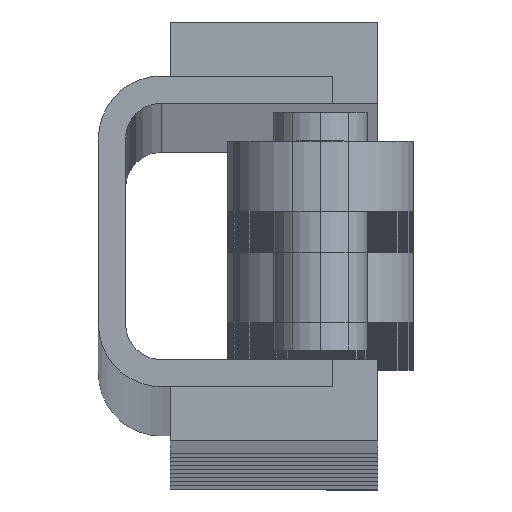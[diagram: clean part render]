
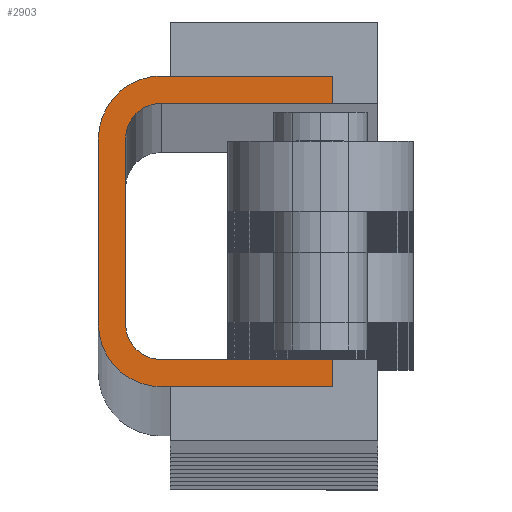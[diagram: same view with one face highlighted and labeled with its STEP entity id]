
A CAD part, top view. The second image highlights one B-rep face of the part: STEP entity #2903.
In plain terms, the highlighted planar face has unit normal (0, 0, 1).
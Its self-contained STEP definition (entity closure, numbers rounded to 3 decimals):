
#13 = DIRECTION ( 'NONE',  ( -1., 0., 0. ) ) ;
#44 = VECTOR ( 'NONE', #792, 1000. ) ;
#116 = CARTESIAN_POINT ( 'NONE',  ( 0., -10.25, 0. ) ) ;
#380 = CARTESIAN_POINT ( 'NONE',  ( 7., 14.25, 0. ) ) ;
#435 = LINE ( 'NONE', #2121, #1656 ) ;
#487 = CARTESIAN_POINT ( 'NONE',  ( 7., -10.25, 0. ) ) ;
#498 = VERTEX_POINT ( 'NONE', #2067 ) ;
#544 = EDGE_CURVE ( 'NONE', #1278, #3626, #4719, .T. ) ;
#548 = DIRECTION ( 'NONE',  ( 0., 0., 1. ) ) ;
#611 = EDGE_CURVE ( 'NONE', #3567, #498, #435, .T. ) ;
#650 = VERTEX_POINT ( 'NONE', #854 ) ;
#661 = ORIENTED_EDGE ( 'NONE', *, *, #2421, .T. ) ;
#687 = ORIENTED_EDGE ( 'NONE', *, *, #5295, .T. ) ;
#774 = ORIENTED_EDGE ( 'NONE', *, *, #544, .F. ) ;
#792 = DIRECTION ( 'NONE',  ( 0., -1., 0. ) ) ;
#813 = CARTESIAN_POINT ( 'NONE',  ( 0., 10.25, 0. ) ) ;
#819 = VECTOR ( 'NONE', #4356, 1000. ) ;
#854 = CARTESIAN_POINT ( 'NONE',  ( 3., 10.25, 0. ) ) ;
#872 = CARTESIAN_POINT ( 'NONE',  ( 7., -17.25, 0. ) ) ;
#947 = DIRECTION ( 'NONE',  ( 0., 1., 0. ) ) ;
#1005 = DIRECTION ( 'NONE',  ( 0., 0., -1. ) ) ;
#1043 = LINE ( 'NONE', #2863, #1175 ) ;
#1065 = EDGE_CURVE ( 'NONE', #1278, #2211, #5287, .T. ) ;
#1079 = VERTEX_POINT ( 'NONE', #5166 ) ;
#1102 = AXIS2_PLACEMENT_3D ( 'NONE', #5409, #1642, #1770 ) ;
#1175 = VECTOR ( 'NONE', #4678, 1000. ) ;
#1192 = CARTESIAN_POINT ( 'NONE',  ( 3., -10.25, 0. ) ) ;
#1256 = DIRECTION ( 'NONE',  ( 0., -1., 0. ) ) ;
#1278 = VERTEX_POINT ( 'NONE', #813 ) ;
#1380 = CARTESIAN_POINT ( 'NONE',  ( 26., 17.25, 0. ) ) ;
#1458 = VECTOR ( 'NONE', #947, 1000. ) ;
#1488 = CARTESIAN_POINT ( 'NONE',  ( 7., 17.25, 0. ) ) ;
#1515 = ORIENTED_EDGE ( 'NONE', *, *, #5319, .T. ) ;
#1537 = CARTESIAN_POINT ( 'NONE',  ( 7., 10.25, 0. ) ) ;
#1606 = ORIENTED_EDGE ( 'NONE', *, *, #1757, .F. ) ;
#1614 = CARTESIAN_POINT ( 'NONE',  ( 7., -10.25, 0. ) ) ;
#1642 = DIRECTION ( 'NONE',  ( 0., 0., -1. ) ) ;
#1656 = VECTOR ( 'NONE', #1674, 1000. ) ;
#1674 = DIRECTION ( 'NONE',  ( -1., 0., 0. ) ) ;
#1717 = CARTESIAN_POINT ( 'NONE',  ( 7., -17.25, 0. ) ) ;
#1757 = EDGE_CURVE ( 'NONE', #5336, #5671, #2718, .T. ) ;
#1770 = DIRECTION ( 'NONE',  ( -1., 0., 0. ) ) ;
#1797 = VERTEX_POINT ( 'NONE', #872 ) ;
#1895 = AXIS2_PLACEMENT_3D ( 'NONE', #1537, #1005, #3359 ) ;
#1936 = ORIENTED_EDGE ( 'NONE', *, *, #4504, .T. ) ;
#1964 = LINE ( 'NONE', #5613, #1458 ) ;
#1975 = FACE_OUTER_BOUND ( 'NONE', #3106, .T. ) ;
#1982 = CARTESIAN_POINT ( 'NONE',  ( 26., -17.25, 0. ) ) ;
#2002 = DIRECTION ( 'NONE',  ( -1., 0., 0. ) ) ;
#2048 = AXIS2_PLACEMENT_3D ( 'NONE', #2839, #2296, #13 ) ;
#2052 = ORIENTED_EDGE ( 'NONE', *, *, #4905, .T. ) ;
#2067 = CARTESIAN_POINT ( 'NONE',  ( 7., -14.25, 0. ) ) ;
#2117 = DIRECTION ( 'NONE',  ( 0., 0., -1. ) ) ;
#2121 = CARTESIAN_POINT ( 'NONE',  ( 31., -14.25, 0. ) ) ;
#2211 = VERTEX_POINT ( 'NONE', #116 ) ;
#2237 = ORIENTED_EDGE ( 'NONE', *, *, #611, .T. ) ;
#2296 = DIRECTION ( 'NONE',  ( 0., 0., -1. ) ) ;
#2421 = EDGE_CURVE ( 'NONE', #498, #3120, #3631, .T. ) ;
#2467 = VECTOR ( 'NONE', #5305, 1000. ) ;
#2500 = CARTESIAN_POINT ( 'NONE',  ( 26., -14.25, 0. ) ) ;
#2625 = CARTESIAN_POINT ( 'NONE',  ( 26., 14.25, 0. ) ) ;
#2718 = LINE ( 'NONE', #2625, #3756 ) ;
#2839 = CARTESIAN_POINT ( 'NONE',  ( 7., 10.25, 0. ) ) ;
#2863 = CARTESIAN_POINT ( 'NONE',  ( 8., 17.25, 0. ) ) ;
#2903 = ADVANCED_FACE ( 'NONE', ( #1975 ), #3806, .F. ) ;
#2979 = LINE ( 'NONE', #380, #2467 ) ;
#3104 = CARTESIAN_POINT ( 'NONE',  ( 26., 14.25, 0. ) ) ;
#3106 = EDGE_LOOP ( 'NONE', ( #3982, #3970, #2237, #661, #2052, #1515, #1936, #1606, #3553, #774, #5294, #687 ) ) ;
#3120 = VERTEX_POINT ( 'NONE', #1192 ) ;
#3161 = AXIS2_PLACEMENT_3D ( 'NONE', #1614, #2117, #2002 ) ;
#3261 = VECTOR ( 'NONE', #3496, 1000. ) ;
#3280 = EDGE_CURVE ( 'NONE', #1797, #4401, #3465, .T. ) ;
#3359 = DIRECTION ( 'NONE',  ( -1., 0., 0. ) ) ;
#3393 = CIRCLE ( 'NONE', #2048, 4. ) ;
#3465 = LINE ( 'NONE', #1717, #3261 ) ;
#3496 = DIRECTION ( 'NONE',  ( 1., 0., 0. ) ) ;
#3516 = LINE ( 'NONE', #4789, #44 ) ;
#3553 = ORIENTED_EDGE ( 'NONE', *, *, #3674, .T. ) ;
#3567 = VERTEX_POINT ( 'NONE', #2500 ) ;
#3626 = VERTEX_POINT ( 'NONE', #1488 ) ;
#3631 = CIRCLE ( 'NONE', #3161, 4. ) ;
#3674 = EDGE_CURVE ( 'NONE', #5336, #3626, #1043, .T. ) ;
#3684 = AXIS2_PLACEMENT_3D ( 'NONE', #487, #548, #5014 ) ;
#3756 = VECTOR ( 'NONE', #1256, 1000. ) ;
#3804 = EDGE_CURVE ( 'NONE', #3567, #4401, #3516, .T. ) ;
#3806 = PLANE ( 'NONE',  #1895 ) ;
#3863 = CIRCLE ( 'NONE', #3684, 7. ) ;
#3970 = ORIENTED_EDGE ( 'NONE', *, *, #3804, .F. ) ;
#3982 = ORIENTED_EDGE ( 'NONE', *, *, #3280, .T. ) ;
#4356 = DIRECTION ( 'NONE',  ( 0., -1., 0. ) ) ;
#4401 = VERTEX_POINT ( 'NONE', #1982 ) ;
#4504 = EDGE_CURVE ( 'NONE', #1079, #5671, #2979, .T. ) ;
#4678 = DIRECTION ( 'NONE',  ( -1., 0., 0. ) ) ;
#4719 = CIRCLE ( 'NONE', #1102, 7. ) ;
#4789 = CARTESIAN_POINT ( 'NONE',  ( 26., -14.25, 0. ) ) ;
#4905 = EDGE_CURVE ( 'NONE', #3120, #650, #1964, .T. ) ;
#5014 = DIRECTION ( 'NONE',  ( 1., 0., 0. ) ) ;
#5166 = CARTESIAN_POINT ( 'NONE',  ( 7., 14.25, 0. ) ) ;
#5200 = CARTESIAN_POINT ( 'NONE',  ( 0., 10.25, 0. ) ) ;
#5287 = LINE ( 'NONE', #5200, #819 ) ;
#5294 = ORIENTED_EDGE ( 'NONE', *, *, #1065, .T. ) ;
#5295 = EDGE_CURVE ( 'NONE', #2211, #1797, #3863, .T. ) ;
#5305 = DIRECTION ( 'NONE',  ( 1., 0., 0. ) ) ;
#5319 = EDGE_CURVE ( 'NONE', #650, #1079, #3393, .T. ) ;
#5336 = VERTEX_POINT ( 'NONE', #1380 ) ;
#5409 = CARTESIAN_POINT ( 'NONE',  ( 7., 10.25, 0. ) ) ;
#5613 = CARTESIAN_POINT ( 'NONE',  ( 3., -10.25, 0. ) ) ;
#5671 = VERTEX_POINT ( 'NONE', #3104 ) ;
